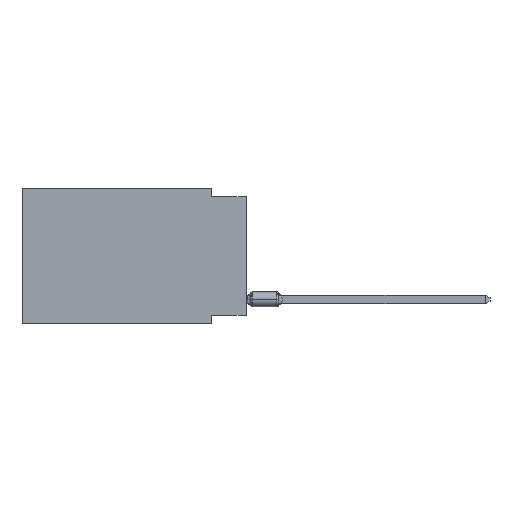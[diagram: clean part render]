
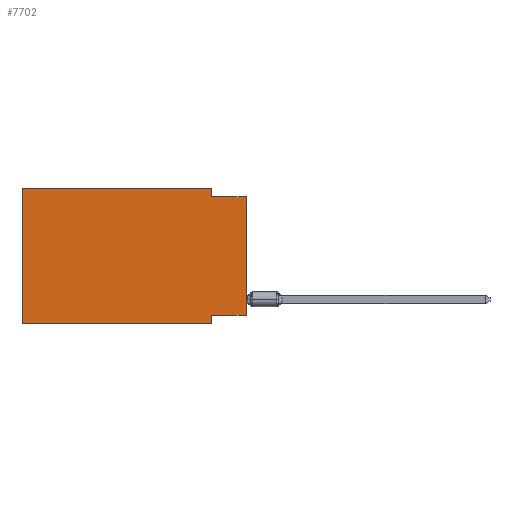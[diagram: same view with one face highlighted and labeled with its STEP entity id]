
A CAD part, left-side view. The second image highlights one B-rep face of the part: STEP entity #7702.
In plain terms, the highlighted planar face has unit normal (-1, 0, 0).
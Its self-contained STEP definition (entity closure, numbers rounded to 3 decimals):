
#391 = CARTESIAN_POINT ( 'NONE',  ( 0., 0., 0. ) ) ;
#438 = LINE ( 'NONE', #2581, #7117 ) ;
#440 = PLANE ( 'NONE',  #12855 ) ;
#594 = VECTOR ( 'NONE', #6789, 1000. ) ;
#619 = ORIENTED_EDGE ( 'NONE', *, *, #8756, .T. ) ;
#711 = VERTEX_POINT ( 'NONE', #1505 ) ;
#841 = CARTESIAN_POINT ( 'NONE',  ( 0., 0., -9.271 ) ) ;
#874 = DIRECTION ( 'NONE',  ( 0., 0., -1. ) ) ;
#1505 = CARTESIAN_POINT ( 'NONE',  ( 0., 2.54, -9.906 ) ) ;
#1593 = EDGE_CURVE ( 'NONE', #4124, #13307, #13848, .T. ) ;
#1737 = DIRECTION ( 'NONE',  ( 0., -1., 0. ) ) ;
#1888 = EDGE_CURVE ( 'NONE', #12806, #711, #438, .T. ) ;
#1998 = VERTEX_POINT ( 'NONE', #10252 ) ;
#2006 = LINE ( 'NONE', #6391, #3860 ) ;
#2378 = LINE ( 'NONE', #3402, #11640 ) ;
#2581 = CARTESIAN_POINT ( 'NONE',  ( 0., 2.54, -9.906 ) ) ;
#2685 = EDGE_CURVE ( 'NONE', #8442, #9049, #2378, .T. ) ;
#2884 = LINE ( 'NONE', #3898, #5915 ) ;
#3107 = EDGE_CURVE ( 'NONE', #13307, #7933, #5393, .T. ) ;
#3402 = CARTESIAN_POINT ( 'NONE',  ( 0., 16.383, 0. ) ) ;
#3572 = CARTESIAN_POINT ( 'NONE',  ( 0., 2.54, 0. ) ) ;
#3728 = CARTESIAN_POINT ( 'NONE',  ( 0., 0., -0.635 ) ) ;
#3860 = VECTOR ( 'NONE', #10749, 1000. ) ;
#3898 = CARTESIAN_POINT ( 'NONE',  ( 0., 16.383, 0. ) ) ;
#4039 = CARTESIAN_POINT ( 'NONE',  ( 0., 2.54, 0. ) ) ;
#4046 = ORIENTED_EDGE ( 'NONE', *, *, #1888, .F. ) ;
#4124 = VERTEX_POINT ( 'NONE', #3572 ) ;
#4338 = EDGE_CURVE ( 'NONE', #1998, #12806, #13948, .T. ) ;
#4613 = DIRECTION ( 'NONE',  ( 0., 0., 1. ) ) ;
#4818 = CARTESIAN_POINT ( 'NONE',  ( 0., 2.54, -9.271 ) ) ;
#5212 = DIRECTION ( 'NONE',  ( 0., 1., 0. ) ) ;
#5217 = EDGE_CURVE ( 'NONE', #8442, #711, #2006, .T. ) ;
#5393 = LINE ( 'NONE', #7827, #6681 ) ;
#5809 = CARTESIAN_POINT ( 'NONE',  ( 0., 2.54, -0.635 ) ) ;
#5817 = CARTESIAN_POINT ( 'NONE',  ( 0., 16.383, 0. ) ) ;
#5915 = VECTOR ( 'NONE', #1737, 1000. ) ;
#6391 = CARTESIAN_POINT ( 'NONE',  ( 0., 16.383, -9.906 ) ) ;
#6681 = VECTOR ( 'NONE', #11189, 1000. ) ;
#6789 = DIRECTION ( 'NONE',  ( 0., 0., -1. ) ) ;
#7065 = ORIENTED_EDGE ( 'NONE', *, *, #4338, .F. ) ;
#7117 = VECTOR ( 'NONE', #7890, 1000. ) ;
#7474 = VECTOR ( 'NONE', #5212, 1000. ) ;
#7702 = ADVANCED_FACE ( 'NONE', ( #10265 ), #440, .F. ) ;
#7827 = CARTESIAN_POINT ( 'NONE',  ( 0., 0., -0.635 ) ) ;
#7890 = DIRECTION ( 'NONE',  ( 0., 0., -1. ) ) ;
#7933 = VERTEX_POINT ( 'NONE', #3728 ) ;
#8110 = CARTESIAN_POINT ( 'NONE',  ( 0., 16.383, 0. ) ) ;
#8442 = VERTEX_POINT ( 'NONE', #12667 ) ;
#8756 = EDGE_CURVE ( 'NONE', #1998, #7933, #13364, .T. ) ;
#9049 = VERTEX_POINT ( 'NONE', #5817 ) ;
#9058 = ORIENTED_EDGE ( 'NONE', *, *, #3107, .F. ) ;
#9130 = DIRECTION ( 'NONE',  ( 0., 0., 1. ) ) ;
#9919 = ORIENTED_EDGE ( 'NONE', *, *, #1593, .F. ) ;
#10206 = ORIENTED_EDGE ( 'NONE', *, *, #5217, .T. ) ;
#10252 = CARTESIAN_POINT ( 'NONE',  ( 0., 0., -9.271 ) ) ;
#10265 = FACE_OUTER_BOUND ( 'NONE', #11175, .T. ) ;
#10434 = EDGE_CURVE ( 'NONE', #9049, #4124, #2884, .T. ) ;
#10749 = DIRECTION ( 'NONE',  ( 0., -1., 0. ) ) ;
#11175 = EDGE_LOOP ( 'NONE', ( #619, #9058, #9919, #11959, #14046, #10206, #4046, #7065 ) ) ;
#11189 = DIRECTION ( 'NONE',  ( 0., -1., 0. ) ) ;
#11640 = VECTOR ( 'NONE', #4613, 1000. ) ;
#11684 = DIRECTION ( 'NONE',  ( 1., 0., 0. ) ) ;
#11959 = ORIENTED_EDGE ( 'NONE', *, *, #10434, .F. ) ;
#12667 = CARTESIAN_POINT ( 'NONE',  ( 0., 16.383, -9.906 ) ) ;
#12806 = VERTEX_POINT ( 'NONE', #4818 ) ;
#12855 = AXIS2_PLACEMENT_3D ( 'NONE', #8110, #11684, #874 ) ;
#13290 = VECTOR ( 'NONE', #9130, 1000. ) ;
#13307 = VERTEX_POINT ( 'NONE', #5809 ) ;
#13364 = LINE ( 'NONE', #391, #13290 ) ;
#13848 = LINE ( 'NONE', #4039, #594 ) ;
#13948 = LINE ( 'NONE', #841, #7474 ) ;
#14046 = ORIENTED_EDGE ( 'NONE', *, *, #2685, .F. ) ;
